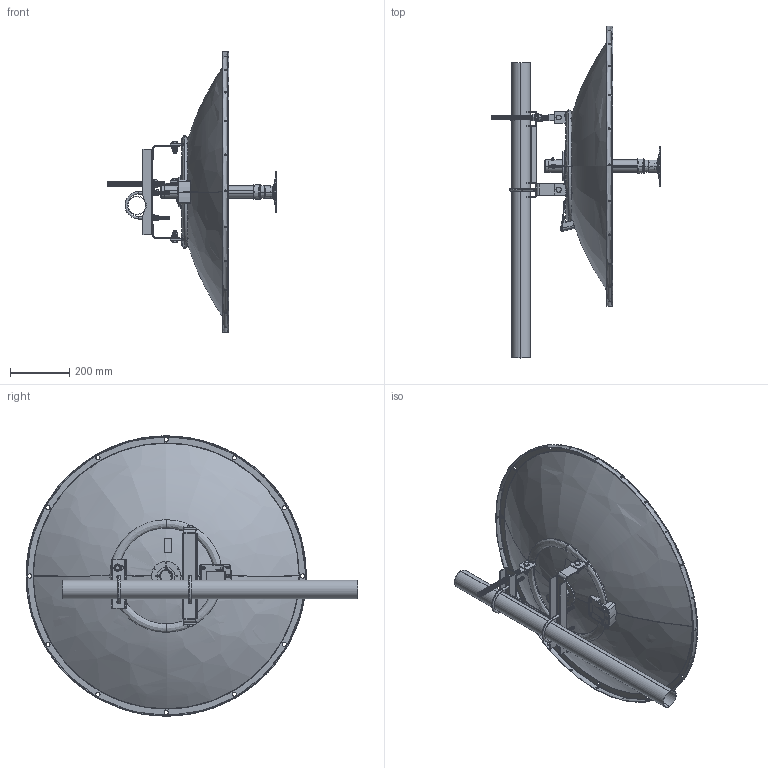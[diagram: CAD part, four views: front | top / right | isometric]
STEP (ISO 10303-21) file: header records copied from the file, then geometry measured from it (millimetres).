
FILE_DESCRIPTION (( 'STEP AP214' ), '1' );
FILE_NAME ('HG4971DP-34D-RSP_3D.step', '2023-03-15T18:07:44', ( '' ), ( '' ), 'SwSTEP 2.0', 'SolidWorks 2022', '' );
FILE_SCHEMA (( 'AUTOMOTIVE_DESIGN' ));
Length unit declared in the file: inch
Products named in the file (34): M10X8LUOMU_WAILIU_4_1; M10X8LUOMU_WAILIU_1_1; M16X8LUOMU_WAILIU_2; PINGJIE_M10_4_2; ILS-100-03_FLAT; M10_6; M10_1_3; M10X35_WAILIU_2_1; M16X2PINGJIE_1; M10X8LUOMU_WAILIU_3_1; M10X8LUOMU_WAILIU_7; 09PG5_KUIYUAN_1; PINGJIE_M10_5_1; ANT2327D24P-DP_GUDINGJIA_1; M16X8LUOMU_WAILIU_1_1; M10X8LUOMU_WAILIU_2_1; M10X35_WAILIU_3; M10X8LUOMU_WAILIU_5_1; PINGJIE_M10_3_3; PINGJIE_M10_7; ANT2327D24P-DP_LUOGAN_1; PINGJIE_M10_1_3; MHA0046_09P_FANSHEMIAN_1; M10_3_3; ANT2327D24P-DP_GUAJIA_3; M10X35_WAILIU_1_1; ANT2327D24P-DP_U-GAN_2; ANT2327D24P-DP_U-GAN_1_1; PINGJIE_M10_6_1; PINGJIE_M10_2_3; M10_2_3; ANT2327D24P-DP_BAOGAN_1; HG4971DP-34D-RSP_3D; M10X8LUOMU_WAILIU_6_1
Assembly tree (33 placements, depth 2):
  HG4971DP-34D-RSP_3D
    09PG5_KUIYUAN_1
    ANT2327D24P-DP_BAOGAN_1
    ANT2327D24P-DP_GUAJIA_3
    ANT2327D24P-DP_GUDINGJIA_1
    ANT2327D24P-DP_LUOGAN_1
    ANT2327D24P-DP_U-GAN_2
    ANT2327D24P-DP_U-GAN_1_1
    M10_6
    M10X35_WAILIU_3
    M10X35_WAILIU_1_1
    M10X35_WAILIU_2_1
    M10X8LUOMU_WAILIU_7
    M10X8LUOMU_WAILIU_1_1
    M10X8LUOMU_WAILIU_2_1
    M10X8LUOMU_WAILIU_3_1
    M10X8LUOMU_WAILIU_4_1
    M10X8LUOMU_WAILIU_5_1
    M10X8LUOMU_WAILIU_6_1
    M10_1_3
    M10_2_3
    M10_3_3
    M16X2PINGJIE_1
    M16X8LUOMU_WAILIU_2
    M16X8LUOMU_WAILIU_1_1
    MHA0046_09P_FANSHEMIAN_1
    PINGJIE_M10_7
    PINGJIE_M10_1_3
    PINGJIE_M10_2_3
    PINGJIE_M10_3_3
    PINGJIE_M10_4_2
    PINGJIE_M10_5_1
    PINGJIE_M10_6_1
    ILS-100-03_FLAT
Bounding box: 575.05 x 1125 x 950 mm (x, y, z)
Volume: 2688717.8 mm3; surface area: 2621548.8 mm2
Topology: 65 solids, 65 shells, 2680 faces, 7888 edges, 5425 vertices
Faces by surface type: plane 998, cylinder 978, bspline 448, cone 256
Entity records: 210920 total; most frequent: CARTESIAN_POINT 138800, ORIENTED_EDGE 15768, DIRECTION 9904, EDGE_CURVE 7884, VERTEX_POINT 5425, AXIS2_PLACEMENT_3D 3598, B_SPLINE_CURVE_WITH_KNOTS 3391, EDGE_LOOP 3091
